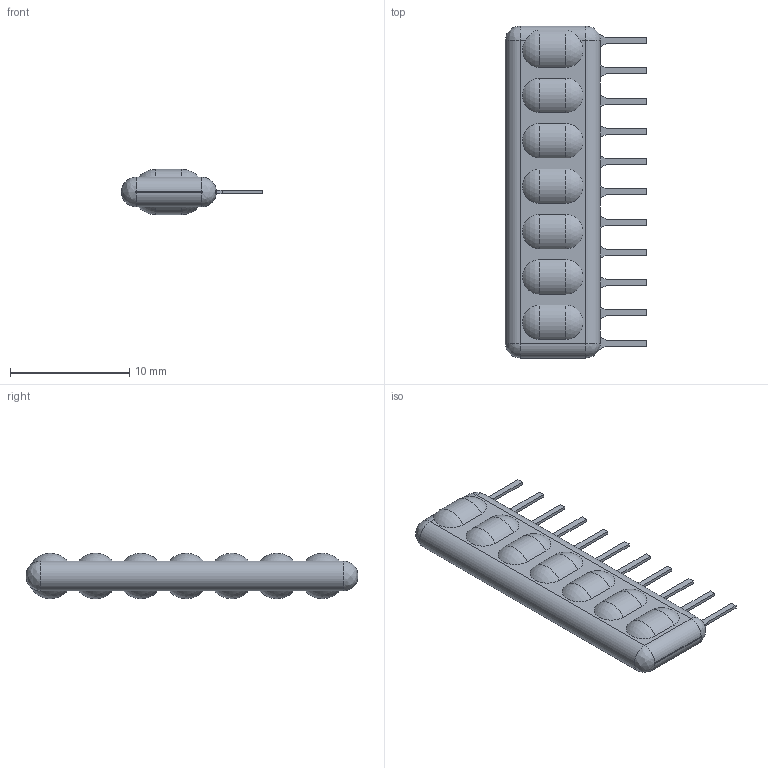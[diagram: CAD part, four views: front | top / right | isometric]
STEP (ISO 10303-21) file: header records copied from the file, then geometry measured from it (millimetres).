
FILE_DESCRIPTION((''),'2;1');
FILE_NAME('4616H-701','2012-08-22T',('ryans'),('Bourns, Inc.'),'PRO/ENGINEER BY PARAMETRIC TECHNOLOGY CORPORATION, 2010100','PRO/ENGINEER BY PARAMETRIC TECHNOLOGY CORPORATION, 2010100','');
FILE_SCHEMA(('CONFIG_CONTROL_DESIGN'));
Length unit declared in the file: millimetre
Products named in the file (1): 4616H-701
Bounding box: 11.9 x 27.89 x 3.81 mm (x, y, z)
Volume: 587.1 mm3; surface area: 641 mm2
Topology: 1 solids, 1 shells, 175 faces, 428 edges, 276 vertices
Faces by surface type: plane 123, sphere 28, cylinder 20, bspline 4
Entity records: 5286 total; most frequent: CARTESIAN_POINT 1045, DIRECTION 878, ORIENTED_EDGE 856, EDGE_CURVE 428, VECTOR 304, LINE 304, AXIS2_PLACEMENT_3D 287, VERTEX_POINT 276
